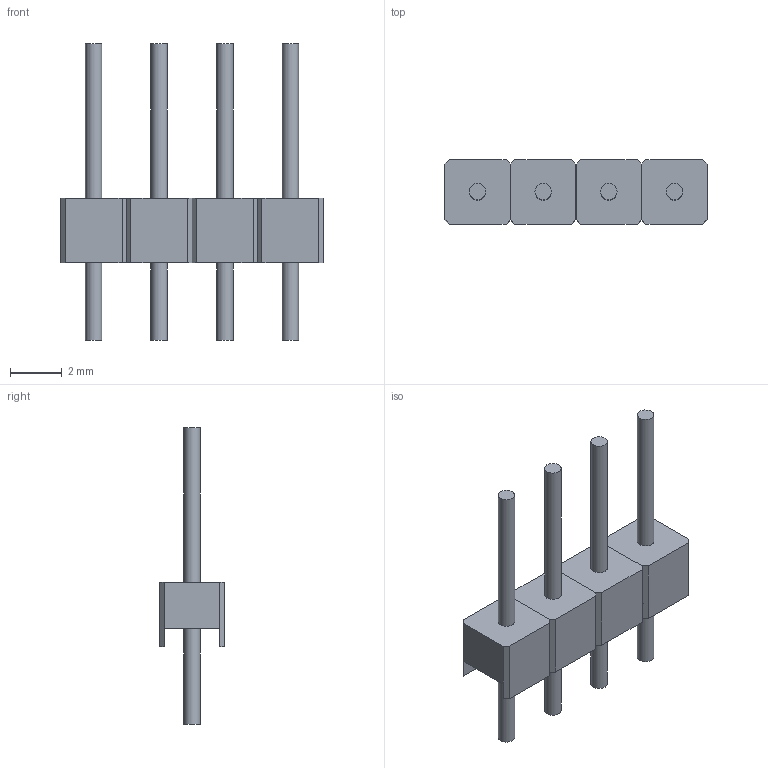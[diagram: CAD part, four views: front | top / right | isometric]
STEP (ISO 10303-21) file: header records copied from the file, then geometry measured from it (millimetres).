
FILE_DESCRIPTION(('STEP AP214'), '1');
FILE_NAME('Äåòàëü', '2015-07-13T11:44:30', ('Àíòîí'), (''), 'ASCON STEP Converter 1.3', 'ASCON Math Kernel', '');
FILE_SCHEMA(('AUTOMOTIVE_DESIGN { 1 0 10303 214 3 1 1}'));
Length unit declared in the file: millimetre
Bounding box: 10.16 x 2.5 x 11.5 mm (x, y, z)
Volume: 60 mm3; surface area: 227.3 mm2
Topology: 4 solids, 4 shells, 72 faces, 152 edges, 96 vertices
Faces by surface type: plane 64, cylinder 8
Full cylindrical faces by diameter (mm): 0.64 x8
Entity records: 2482 total; most frequent: CARTESIAN_POINT 313, DIRECTION 306, ORIENTED_EDGE 288, EDGE_CURVE 144, LINE 128, VECTOR 128, VERTEX_POINT 96, AXIS2_PLACEMENT_3D 89
